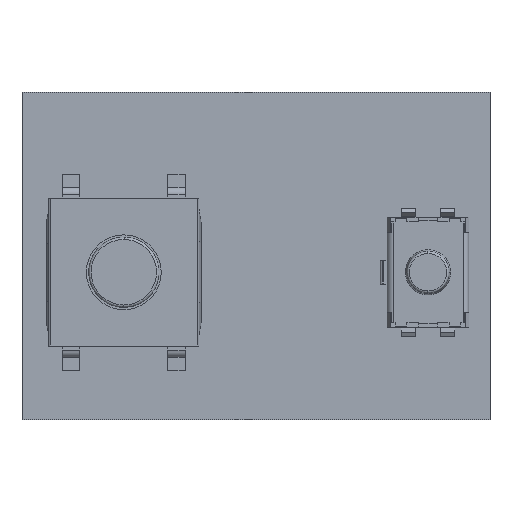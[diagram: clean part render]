
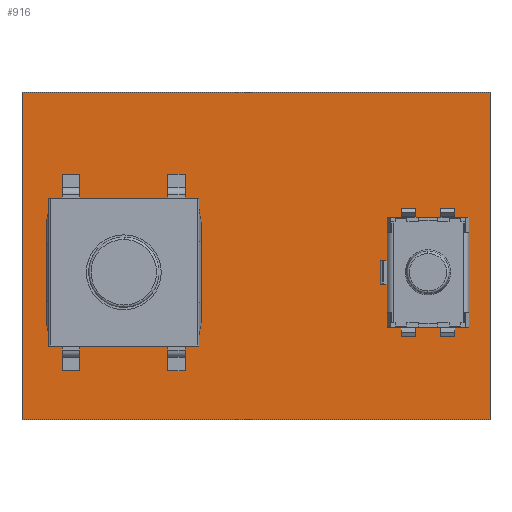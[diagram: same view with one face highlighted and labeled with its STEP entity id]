
A CAD part, top view. The second image highlights one B-rep face of the part: STEP entity #916.
In plain terms, the highlighted planar face has unit normal (0, 0, 1).
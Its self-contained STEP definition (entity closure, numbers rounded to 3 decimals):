
#916=ADVANCED_FACE('',(#2342),#2343,.T.);
#2342=FACE_OUTER_BOUND('',#4342,.T.);
#2343=PLANE('',#4343);
#4342=EDGE_LOOP('',(#6302,#6303,#6304,#6305));
#4343=AXIS2_PLACEMENT_3D('',#6306,#6307,#6308);
#6302=ORIENTED_EDGE('',*,*,#12230,.T.);
#6303=ORIENTED_EDGE('',*,*,#12231,.T.);
#6304=ORIENTED_EDGE('',*,*,#12232,.T.);
#6305=ORIENTED_EDGE('',*,*,#12233,.T.);
#6306=CARTESIAN_POINT('',(0.0,0.0,0.357));
#6307=DIRECTION('',(0.0,0.0,1.0));
#6308=DIRECTION('',(1.0,0.0,0.0));
#12230=EDGE_CURVE('',#14577,#14578,#14579,.T.);
#12231=EDGE_CURVE('',#14578,#14580,#14581,.T.);
#12232=EDGE_CURVE('',#14580,#14582,#14583,.T.);
#12233=EDGE_CURVE('',#14582,#14577,#14584,.T.);
#14577=VERTEX_POINT('',#18040);
#14578=VERTEX_POINT('',#18041);
#14579=LINE('',#18042,#18043);
#14580=VERTEX_POINT('',#18044);
#14581=LINE('',#18045,#18046);
#14582=VERTEX_POINT('',#18047);
#14583=LINE('',#18048,#18049);
#14584=LINE('',#18050,#18051);
#18040=CARTESIAN_POINT('',(-10.0,7.0,0.357));
#18041=CARTESIAN_POINT('',(-10.0,-7.0,0.357));
#18042=CARTESIAN_POINT('',(-10.0,0.0,0.357));
#18043=VECTOR('',#23087,1.0);
#18044=CARTESIAN_POINT('',(10.0,-7.0,0.357));
#18045=CARTESIAN_POINT('',(0.0,-7.0,0.357));
#18046=VECTOR('',#23088,1.0);
#18047=CARTESIAN_POINT('',(10.0,7.0,0.357));
#18048=CARTESIAN_POINT('',(10.0,0.0,0.357));
#18049=VECTOR('',#23089,1.0);
#18050=CARTESIAN_POINT('',(0.0,7.0,0.357));
#18051=VECTOR('',#23090,1.0);
#23087=DIRECTION('',(0.0,-1.0,0.0));
#23088=DIRECTION('',(1.0,0.0,0.0));
#23089=DIRECTION('',(0.0,1.0,0.0));
#23090=DIRECTION('',(-1.0,0.0,0.0));
